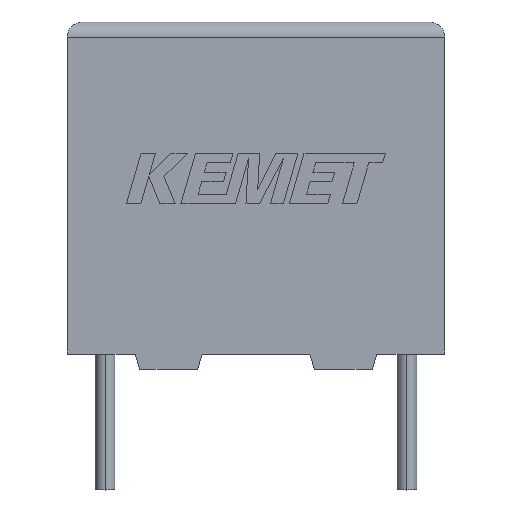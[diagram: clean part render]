
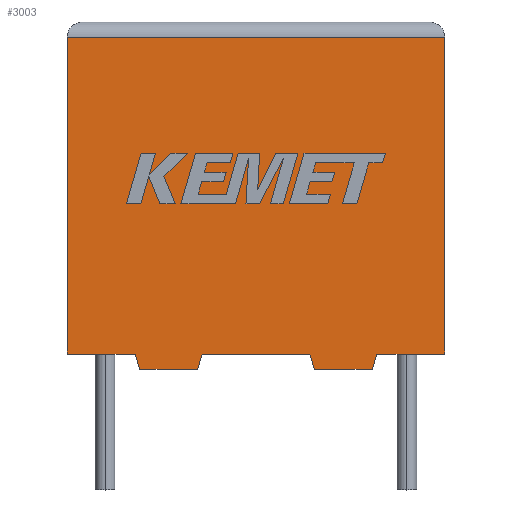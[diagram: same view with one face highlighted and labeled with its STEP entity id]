
A CAD part, top view. The second image highlights one B-rep face of the part: STEP entity #3003.
In plain terms, the highlighted planar face has unit normal (0, 0, 1).
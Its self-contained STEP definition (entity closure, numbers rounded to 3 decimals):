
#1 = LINE ( 'NONE', #3237, #289 ) ;
#35 = FACE_OUTER_BOUND ( 'NONE', #319, .T. ) ;
#75 = CARTESIAN_POINT ( 'NONE',  ( 12.5, 0., 5.5 ) ) ;
#80 = EDGE_CURVE ( 'NONE', #1165, #1621, #1739, .T. ) ;
#99 = DIRECTION ( 'NONE',  ( 0., 0., -1. ) ) ;
#103 = CARTESIAN_POINT ( 'NONE',  ( 4.313, -0.5, 5.5 ) ) ;
#179 = EDGE_CURVE ( 'NONE', #3044, #2483, #1782, .T. ) ;
#193 = VERTEX_POINT ( 'NONE', #103 ) ;
#218 = CARTESIAN_POINT ( 'NONE',  ( 0., 0., 5.5 ) ) ;
#226 = LINE ( 'NONE', #1465, #1099 ) ;
#259 = DIRECTION ( 'NONE',  ( 0.287, -0.958, 0. ) ) ;
#279 = ORIENTED_EDGE ( 'NONE', *, *, #179, .T. ) ;
#289 = VECTOR ( 'NONE', #769, 1000. ) ;
#308 = DIRECTION ( 'NONE',  ( -1., 0., 0. ) ) ;
#319 = EDGE_LOOP ( 'NONE', ( #279, #1532, #2614, #943, #1125, #463, #2200, #2462, #1952, #2120, #698, #1516 ) ) ;
#323 = DIRECTION ( 'NONE',  ( 1., 0., 0. ) ) ;
#333 = LINE ( 'NONE', #1331, #1118 ) ;
#348 = DIRECTION ( 'NONE',  ( 0., 1., 0. ) ) ;
#363 = DIRECTION ( 'NONE',  ( -0.287, 0.958, 0. ) ) ;
#380 = LINE ( 'NONE', #2101, #2174 ) ;
#450 = CARTESIAN_POINT ( 'NONE',  ( 4.313, -0.5, 5.5 ) ) ;
#453 = CARTESIAN_POINT ( 'NONE',  ( 0., 0., 5.5 ) ) ;
#463 = ORIENTED_EDGE ( 'NONE', *, *, #805, .T. ) ;
#492 = EDGE_CURVE ( 'NONE', #1186, #3044, #226, .T. ) ;
#582 = CARTESIAN_POINT ( 'NONE',  ( 12.5, 0., 5.5 ) ) ;
#590 = LINE ( 'NONE', #1350, #1448 ) ;
#611 = LINE ( 'NONE', #1147, #2612 ) ;
#627 = EDGE_CURVE ( 'NONE', #2139, #926, #380, .T. ) ;
#698 = ORIENTED_EDGE ( 'NONE', *, *, #1277, .F. ) ;
#734 = LINE ( 'NONE', #450, #2984 ) ;
#769 = DIRECTION ( 'NONE',  ( -0.287, -0.958, 0. ) ) ;
#779 = PLANE ( 'NONE',  #2111 ) ;
#805 = EDGE_CURVE ( 'NONE', #1640, #193, #1497, .T. ) ;
#926 = VERTEX_POINT ( 'NONE', #960 ) ;
#943 = ORIENTED_EDGE ( 'NONE', *, *, #1295, .T. ) ;
#960 = CARTESIAN_POINT ( 'NONE',  ( 8.037, 0., 5.5 ) ) ;
#1099 = VECTOR ( 'NONE', #1224, 1000. ) ;
#1118 = VECTOR ( 'NONE', #363, 1000. ) ;
#1125 = ORIENTED_EDGE ( 'NONE', *, *, #2956, .T. ) ;
#1147 = CARTESIAN_POINT ( 'NONE',  ( 0., 10.5, 5.5 ) ) ;
#1165 = VERTEX_POINT ( 'NONE', #3140 ) ;
#1186 = VERTEX_POINT ( 'NONE', #1536 ) ;
#1224 = DIRECTION ( 'NONE',  ( 1., 0., 0. ) ) ;
#1270 = CARTESIAN_POINT ( 'NONE',  ( 4.463, 0., 5.5 ) ) ;
#1277 = EDGE_CURVE ( 'NONE', #1186, #2017, #1, .T. ) ;
#1278 = DIRECTION ( 'NONE',  ( 0., -1., 0. ) ) ;
#1280 = DIRECTION ( 'NONE',  ( 1., 0., 0. ) ) ;
#1295 = EDGE_CURVE ( 'NONE', #1621, #1968, #1997, .T. ) ;
#1325 = CARTESIAN_POINT ( 'NONE',  ( 0., 0., 5.5 ) ) ;
#1331 = CARTESIAN_POINT ( 'NONE',  ( 8.188, -0.5, 5.5 ) ) ;
#1350 = CARTESIAN_POINT ( 'NONE',  ( 10.1, -0.5, 5.5 ) ) ;
#1424 = EDGE_CURVE ( 'NONE', #2931, #926, #333, .T. ) ;
#1448 = VECTOR ( 'NONE', #2340, 1000. ) ;
#1465 = CARTESIAN_POINT ( 'NONE',  ( 0., 0., 5.5 ) ) ;
#1468 = EDGE_CURVE ( 'NONE', #2017, #2931, #590, .T. ) ;
#1497 = LINE ( 'NONE', #1793, #1540 ) ;
#1516 = ORIENTED_EDGE ( 'NONE', *, *, #492, .T. ) ;
#1532 = ORIENTED_EDGE ( 'NONE', *, *, #2554, .T. ) ;
#1536 = CARTESIAN_POINT ( 'NONE',  ( 10.25, 0., 5.5 ) ) ;
#1540 = VECTOR ( 'NONE', #2801, 1000. ) ;
#1621 = VERTEX_POINT ( 'NONE', #453 ) ;
#1634 = DIRECTION ( 'NONE',  ( -1., 0., 0. ) ) ;
#1640 = VERTEX_POINT ( 'NONE', #3250 ) ;
#1725 = VECTOR ( 'NONE', #259, 1000. ) ;
#1735 = VECTOR ( 'NONE', #348, 1000. ) ;
#1739 = LINE ( 'NONE', #2728, #2526 ) ;
#1782 = LINE ( 'NONE', #75, #1735 ) ;
#1793 = CARTESIAN_POINT ( 'NONE',  ( 2.4, -0.5, 5.5 ) ) ;
#1952 = ORIENTED_EDGE ( 'NONE', *, *, #1424, .F. ) ;
#1968 = VERTEX_POINT ( 'NONE', #2906 ) ;
#1987 = DIRECTION ( 'NONE',  ( 0.287, 0.958, 0. ) ) ;
#1997 = LINE ( 'NONE', #218, #2806 ) ;
#2017 = VERTEX_POINT ( 'NONE', #2203 ) ;
#2101 = CARTESIAN_POINT ( 'NONE',  ( 0., 0., 5.5 ) ) ;
#2111 = AXIS2_PLACEMENT_3D ( 'NONE', #1325, #99, #308 ) ;
#2120 = ORIENTED_EDGE ( 'NONE', *, *, #1468, .F. ) ;
#2139 = VERTEX_POINT ( 'NONE', #1270 ) ;
#2174 = VECTOR ( 'NONE', #323, 1000. ) ;
#2200 = ORIENTED_EDGE ( 'NONE', *, *, #2964, .T. ) ;
#2203 = CARTESIAN_POINT ( 'NONE',  ( 10.1, -0.5, 5.5 ) ) ;
#2340 = DIRECTION ( 'NONE',  ( -1., 0., 0. ) ) ;
#2462 = ORIENTED_EDGE ( 'NONE', *, *, #627, .T. ) ;
#2483 = VERTEX_POINT ( 'NONE', #2811 ) ;
#2488 = LINE ( 'NONE', #2982, #1725 ) ;
#2526 = VECTOR ( 'NONE', #1278, 1000. ) ;
#2554 = EDGE_CURVE ( 'NONE', #2483, #1165, #611, .T. ) ;
#2612 = VECTOR ( 'NONE', #1634, 1000. ) ;
#2614 = ORIENTED_EDGE ( 'NONE', *, *, #80, .T. ) ;
#2728 = CARTESIAN_POINT ( 'NONE',  ( 0., 0., 5.5 ) ) ;
#2801 = DIRECTION ( 'NONE',  ( 1., 0., 0. ) ) ;
#2806 = VECTOR ( 'NONE', #1280, 1000. ) ;
#2811 = CARTESIAN_POINT ( 'NONE',  ( 12.5, 10.5, 5.5 ) ) ;
#2906 = CARTESIAN_POINT ( 'NONE',  ( 2.25, 0., 5.5 ) ) ;
#2931 = VERTEX_POINT ( 'NONE', #2968 ) ;
#2956 = EDGE_CURVE ( 'NONE', #1968, #1640, #2488, .T. ) ;
#2964 = EDGE_CURVE ( 'NONE', #193, #2139, #734, .T. ) ;
#2968 = CARTESIAN_POINT ( 'NONE',  ( 8.188, -0.5, 5.5 ) ) ;
#2982 = CARTESIAN_POINT ( 'NONE',  ( 2.25, 0., 5.5 ) ) ;
#2984 = VECTOR ( 'NONE', #1987, 1000. ) ;
#3003 = ADVANCED_FACE ( 'NONE', ( #35 ), #779, .F. ) ;
#3044 = VERTEX_POINT ( 'NONE', #582 ) ;
#3140 = CARTESIAN_POINT ( 'NONE',  ( 0., 10.5, 5.5 ) ) ;
#3237 = CARTESIAN_POINT ( 'NONE',  ( 10.25, 0., 5.5 ) ) ;
#3250 = CARTESIAN_POINT ( 'NONE',  ( 2.4, -0.5, 5.5 ) ) ;
